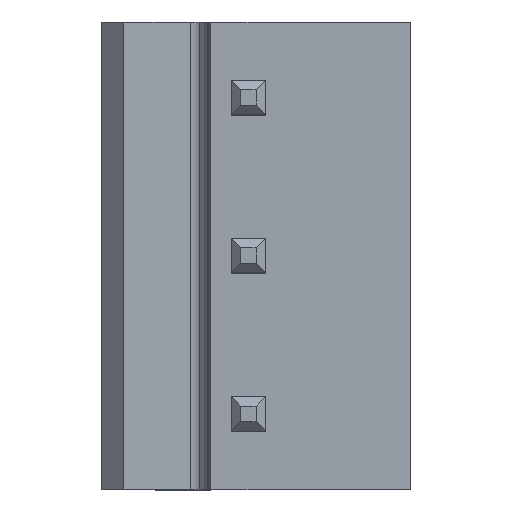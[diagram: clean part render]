
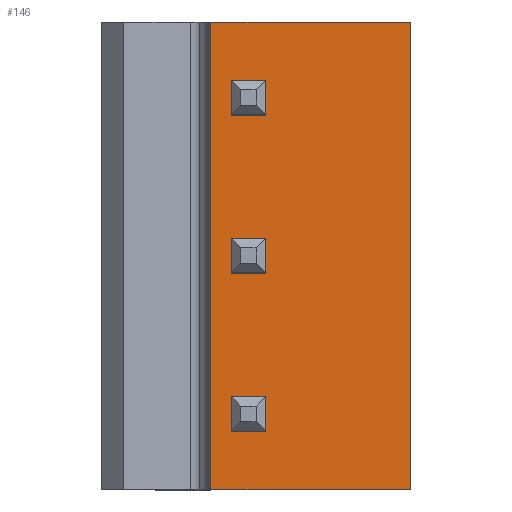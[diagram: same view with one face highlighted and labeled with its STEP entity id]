
A CAD part, top view. The second image highlights one B-rep face of the part: STEP entity #146.
In plain terms, the highlighted planar face has unit normal (0, 0, 1).
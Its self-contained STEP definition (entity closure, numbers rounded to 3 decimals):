
#23 = DIRECTION ( 'NONE',  ( 0., 0., 1. ) ) ;
#32 = VECTOR ( 'NONE', #2375, 1000. ) ;
#35 = CARTESIAN_POINT ( 'NONE',  ( 5.2, 7.5, 3.2 ) ) ;
#38 = VECTOR ( 'NONE', #1592, 1000. ) ;
#50 = CARTESIAN_POINT ( 'NONE',  ( 5.2, 7.5, 3.2 ) ) ;
#71 = CARTESIAN_POINT ( 'NONE',  ( 0.55, -5.63, 3.2 ) ) ;
#89 = LINE ( 'NONE', #50, #774 ) ;
#101 = ORIENTED_EDGE ( 'NONE', *, *, #2226, .T. ) ;
#109 = CARTESIAN_POINT ( 'NONE',  ( -0.55, 7.5, 3.2 ) ) ;
#125 = AXIS2_PLACEMENT_3D ( 'NONE', #35, #23, #2249 ) ;
#126 = ORIENTED_EDGE ( 'NONE', *, *, #1218, .T. ) ;
#133 = LINE ( 'NONE', #1939, #899 ) ;
#146 = ADVANCED_FACE ( 'NONE', ( #2210, #622, #1440, #1030 ), #1659, .T. ) ;
#175 = VERTEX_POINT ( 'NONE', #459 ) ;
#195 = LINE ( 'NONE', #1612, #1408 ) ;
#200 = DIRECTION ( 'NONE',  ( -1., 0., 0. ) ) ;
#220 = ORIENTED_EDGE ( 'NONE', *, *, #815, .F. ) ;
#228 = CARTESIAN_POINT ( 'NONE',  ( -0.55, 4.53, 3.2 ) ) ;
#281 = ORIENTED_EDGE ( 'NONE', *, *, #2496, .F. ) ;
#309 = DIRECTION ( 'NONE',  ( -1., 0., 0. ) ) ;
#319 = VERTEX_POINT ( 'NONE', #1142 ) ;
#424 = ORIENTED_EDGE ( 'NONE', *, *, #744, .T. ) ;
#433 = DIRECTION ( 'NONE',  ( 0., 1., 0. ) ) ;
#445 = CARTESIAN_POINT ( 'NONE',  ( -0.55, -0.55, 3.2 ) ) ;
#454 = DIRECTION ( 'NONE',  ( -1., 0., 0. ) ) ;
#459 = CARTESIAN_POINT ( 'NONE',  ( -1.2, -7.5, 3.2 ) ) ;
#477 = EDGE_LOOP ( 'NONE', ( #220, #1796, #1334, #610 ) ) ;
#567 = CARTESIAN_POINT ( 'NONE',  ( -0.55, -0.55, 3.2 ) ) ;
#593 = VECTOR ( 'NONE', #2348, 1000. ) ;
#610 = ORIENTED_EDGE ( 'NONE', *, *, #937, .F. ) ;
#622 = FACE_BOUND ( 'NONE', #982, .T. ) ;
#660 = EDGE_CURVE ( 'NONE', #1870, #1699, #1804, .T. ) ;
#671 = DIRECTION ( 'NONE',  ( 0., 1., 0. ) ) ;
#676 = ORIENTED_EDGE ( 'NONE', *, *, #1045, .T. ) ;
#687 = VERTEX_POINT ( 'NONE', #567 ) ;
#693 = LINE ( 'NONE', #71, #1638 ) ;
#694 = CARTESIAN_POINT ( 'NONE',  ( 0.55, 0.55, 3.2 ) ) ;
#726 = VERTEX_POINT ( 'NONE', #2138 ) ;
#744 = EDGE_CURVE ( 'NONE', #175, #766, #1143, .T. ) ;
#746 = DIRECTION ( 'NONE',  ( 0., 1., 0. ) ) ;
#766 = VERTEX_POINT ( 'NONE', #2168 ) ;
#774 = VECTOR ( 'NONE', #433, 1000. ) ;
#782 = VERTEX_POINT ( 'NONE', #2391 ) ;
#796 = LINE ( 'NONE', #2585, #1623 ) ;
#813 = LINE ( 'NONE', #838, #1973 ) ;
#815 = EDGE_CURVE ( 'NONE', #1765, #726, #813, .T. ) ;
#822 = VERTEX_POINT ( 'NONE', #1862 ) ;
#838 = CARTESIAN_POINT ( 'NONE',  ( -0.55, -5.63, 3.2 ) ) ;
#849 = LINE ( 'NONE', #2204, #1137 ) ;
#858 = VECTOR ( 'NONE', #1307, 1000. ) ;
#899 = VECTOR ( 'NONE', #1788, 1000. ) ;
#910 = CARTESIAN_POINT ( 'NONE',  ( -0.55, -4.53, 3.2 ) ) ;
#924 = CARTESIAN_POINT ( 'NONE',  ( -0.55, -5.63, 3.2 ) ) ;
#937 = EDGE_CURVE ( 'NONE', #726, #319, #693, .T. ) ;
#971 = LINE ( 'NONE', #1773, #32 ) ;
#982 = EDGE_LOOP ( 'NONE', ( #1458, #676, #281, #1926 ) ) ;
#986 = VECTOR ( 'NONE', #309, 1000. ) ;
#1006 = DIRECTION ( 'NONE',  ( 0., -1., 0. ) ) ;
#1012 = CARTESIAN_POINT ( 'NONE',  ( 5.2, 7.5, 3.2 ) ) ;
#1027 = CARTESIAN_POINT ( 'NONE',  ( 0.55, 5.63, 3.2 ) ) ;
#1029 = DIRECTION ( 'NONE',  ( 1., 0., 0. ) ) ;
#1030 = FACE_OUTER_BOUND ( 'NONE', #1845, .T. ) ;
#1045 = EDGE_CURVE ( 'NONE', #687, #2255, #1756, .T. ) ;
#1074 = EDGE_CURVE ( 'NONE', #1900, #782, #971, .T. ) ;
#1130 = EDGE_LOOP ( 'NONE', ( #1543, #1470, #2484, #1468 ) ) ;
#1137 = VECTOR ( 'NONE', #200, 1000. ) ;
#1142 = CARTESIAN_POINT ( 'NONE',  ( 0.55, -4.53, 3.2 ) ) ;
#1143 = LINE ( 'NONE', #1954, #38 ) ;
#1153 = VECTOR ( 'NONE', #1448, 1000. ) ;
#1190 = LINE ( 'NONE', #2182, #1413 ) ;
#1201 = CARTESIAN_POINT ( 'NONE',  ( 0.55, -0.55, 3.2 ) ) ;
#1218 = EDGE_CURVE ( 'NONE', #1988, #822, #849, .T. ) ;
#1225 = LINE ( 'NONE', #445, #1153 ) ;
#1307 = DIRECTION ( 'NONE',  ( 0., 1., 0. ) ) ;
#1334 = ORIENTED_EDGE ( 'NONE', *, *, #1795, .F. ) ;
#1341 = DIRECTION ( 'NONE',  ( -1., 0., 0. ) ) ;
#1408 = VECTOR ( 'NONE', #1006, 1000. ) ;
#1413 = VECTOR ( 'NONE', #746, 1000. ) ;
#1440 = FACE_BOUND ( 'NONE', #477, .T. ) ;
#1448 = DIRECTION ( 'NONE',  ( 1., 0., 0. ) ) ;
#1458 = ORIENTED_EDGE ( 'NONE', *, *, #1983, .F. ) ;
#1468 = ORIENTED_EDGE ( 'NONE', *, *, #1599, .F. ) ;
#1470 = ORIENTED_EDGE ( 'NONE', *, *, #1504, .T. ) ;
#1504 = EDGE_CURVE ( 'NONE', #1900, #2279, #1925, .T. ) ;
#1543 = ORIENTED_EDGE ( 'NONE', *, *, #1074, .F. ) ;
#1592 = DIRECTION ( 'NONE',  ( 1., 0., 0. ) ) ;
#1599 = EDGE_CURVE ( 'NONE', #782, #2506, #1190, .T. ) ;
#1612 = CARTESIAN_POINT ( 'NONE',  ( -1.2, 7.5, 3.2 ) ) ;
#1623 = VECTOR ( 'NONE', #1341, 1000. ) ;
#1638 = VECTOR ( 'NONE', #671, 1000. ) ;
#1659 = PLANE ( 'NONE',  #125 ) ;
#1699 = VERTEX_POINT ( 'NONE', #694 ) ;
#1727 = VERTEX_POINT ( 'NONE', #910 ) ;
#1736 = CARTESIAN_POINT ( 'NONE',  ( 0.55, 5.63, 3.2 ) ) ;
#1752 = LINE ( 'NONE', #2114, #986 ) ;
#1756 = LINE ( 'NONE', #2165, #2299 ) ;
#1765 = VERTEX_POINT ( 'NONE', #924 ) ;
#1773 = CARTESIAN_POINT ( 'NONE',  ( -0.55, 4.53, 3.2 ) ) ;
#1788 = DIRECTION ( 'NONE',  ( 0., 1., 0. ) ) ;
#1795 = EDGE_CURVE ( 'NONE', #319, #1727, #796, .T. ) ;
#1796 = ORIENTED_EDGE ( 'NONE', *, *, #1823, .T. ) ;
#1804 = LINE ( 'NONE', #1201, #593 ) ;
#1823 = EDGE_CURVE ( 'NONE', #1765, #1727, #133, .T. ) ;
#1845 = EDGE_LOOP ( 'NONE', ( #424, #2004, #126, #101 ) ) ;
#1848 = LINE ( 'NONE', #1027, #2416 ) ;
#1862 = CARTESIAN_POINT ( 'NONE',  ( -1.2, 7.5, 3.2 ) ) ;
#1870 = VERTEX_POINT ( 'NONE', #2388 ) ;
#1900 = VERTEX_POINT ( 'NONE', #228 ) ;
#1925 = LINE ( 'NONE', #109, #858 ) ;
#1926 = ORIENTED_EDGE ( 'NONE', *, *, #660, .F. ) ;
#1939 = CARTESIAN_POINT ( 'NONE',  ( -0.55, 7.5, 3.2 ) ) ;
#1954 = CARTESIAN_POINT ( 'NONE',  ( 5.2, -7.5, 3.2 ) ) ;
#1973 = VECTOR ( 'NONE', #1029, 1000. ) ;
#1977 = CARTESIAN_POINT ( 'NONE',  ( -0.55, 0.55, 3.2 ) ) ;
#1983 = EDGE_CURVE ( 'NONE', #687, #1870, #1225, .T. ) ;
#1988 = VERTEX_POINT ( 'NONE', #1012 ) ;
#2000 = EDGE_CURVE ( 'NONE', #2506, #2279, #1848, .T. ) ;
#2004 = ORIENTED_EDGE ( 'NONE', *, *, #2350, .T. ) ;
#2114 = CARTESIAN_POINT ( 'NONE',  ( 0.55, 0.55, 3.2 ) ) ;
#2138 = CARTESIAN_POINT ( 'NONE',  ( 0.55, -5.63, 3.2 ) ) ;
#2165 = CARTESIAN_POINT ( 'NONE',  ( -0.55, 7.5, 3.2 ) ) ;
#2168 = CARTESIAN_POINT ( 'NONE',  ( 5.2, -7.5, 3.2 ) ) ;
#2182 = CARTESIAN_POINT ( 'NONE',  ( 0.55, 4.53, 3.2 ) ) ;
#2199 = CARTESIAN_POINT ( 'NONE',  ( -0.55, 5.63, 3.2 ) ) ;
#2204 = CARTESIAN_POINT ( 'NONE',  ( 5.2, 7.5, 3.2 ) ) ;
#2210 = FACE_BOUND ( 'NONE', #1130, .T. ) ;
#2226 = EDGE_CURVE ( 'NONE', #822, #175, #195, .T. ) ;
#2249 = DIRECTION ( 'NONE',  ( 1., 0., 0. ) ) ;
#2255 = VERTEX_POINT ( 'NONE', #1977 ) ;
#2279 = VERTEX_POINT ( 'NONE', #2199 ) ;
#2299 = VECTOR ( 'NONE', #2559, 1000. ) ;
#2348 = DIRECTION ( 'NONE',  ( 0., 1., 0. ) ) ;
#2350 = EDGE_CURVE ( 'NONE', #766, #1988, #89, .T. ) ;
#2375 = DIRECTION ( 'NONE',  ( 1., 0., 0. ) ) ;
#2388 = CARTESIAN_POINT ( 'NONE',  ( 0.55, -0.55, 3.2 ) ) ;
#2391 = CARTESIAN_POINT ( 'NONE',  ( 0.55, 4.53, 3.2 ) ) ;
#2416 = VECTOR ( 'NONE', #454, 1000. ) ;
#2484 = ORIENTED_EDGE ( 'NONE', *, *, #2000, .F. ) ;
#2496 = EDGE_CURVE ( 'NONE', #1699, #2255, #1752, .T. ) ;
#2506 = VERTEX_POINT ( 'NONE', #1736 ) ;
#2559 = DIRECTION ( 'NONE',  ( 0., 1., 0. ) ) ;
#2585 = CARTESIAN_POINT ( 'NONE',  ( 0.55, -4.53, 3.2 ) ) ;
